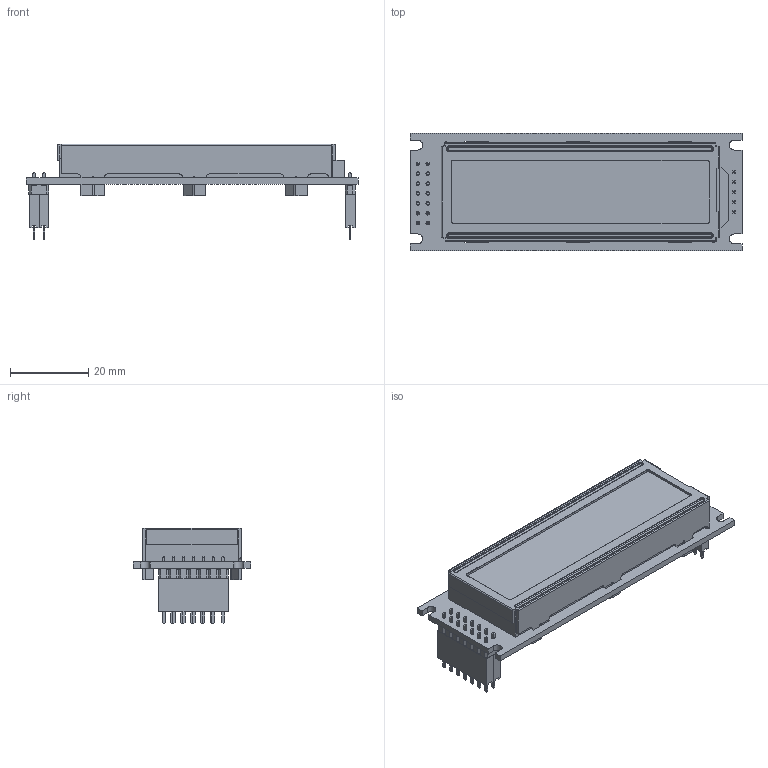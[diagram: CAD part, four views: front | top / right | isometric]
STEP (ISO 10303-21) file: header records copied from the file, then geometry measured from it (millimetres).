
FILE_DESCRIPTION(/* description */ (''),/* implementation_level */ '2;1');
FILE_NAME(/* name */ 'Winstar_WH1602_Connected.step',/* time_stamp */ '2020-05-16T18:31:44+03:00',/* author */ ('vlad.lapshuda'),/* organization */ (''),/* preprocessor_version */ 'ST-DEVELOPER v17.2',/* originating_system */ 'Autodesk Translation Framework v7.6.0.251',/* authorisation */ '');
FILE_SCHEMA (('AUTOMOTIVE_DESIGN { 1 0 10303 214 3 1 1 }'));
Length unit declared in the file: millimetre
Products named in the file (14): Winstar_WH1602_v1; PLS_2.54_7x2; PLS_2.54; PBS_7x2; PBS_Contacts; PLS_2.54_5x1; PLS_2.54_1; PBS_5x1; PBS_Contacts_1; LCD; Dispaly frame; PCB; Backlight; LED
Assembly tree (13 placements, depth 3):
  Winstar_WH1602_v1
    PLS_2.54_7x2
      PLS_2.54
    PBS_7x2
      PBS_Contacts
    PLS_2.54_5x1
      PLS_2.54_1
    PBS_5x1
      PBS_Contacts_1
    LCD
    Dispaly frame
    PCB
    Backlight
    LED
Bounding box: 85 x 30 x 24.51 mm (x, y, z)
Volume: 20166.3 mm3; surface area: 21550.8 mm2
Topology: 52 solids, 52 shells, 1052 faces, 2479 edges, 1550 vertices
Faces by surface type: plane 919, cylinder 91, torus 28, bspline 14
Full cylindrical faces by diameter (mm): 0.9 x14
Entity records: 29958 total; most frequent: CARTESIAN_POINT 5262, ORIENTED_EDGE 4958, DIRECTION 4835, EDGE_CURVE 2479, LINE 2253, VECTOR 2253, VERTEX_POINT 1550, AXIS2_PLACEMENT_3D 1291
